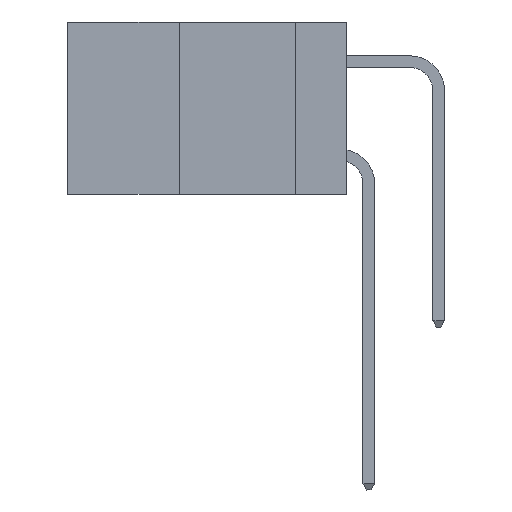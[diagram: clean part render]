
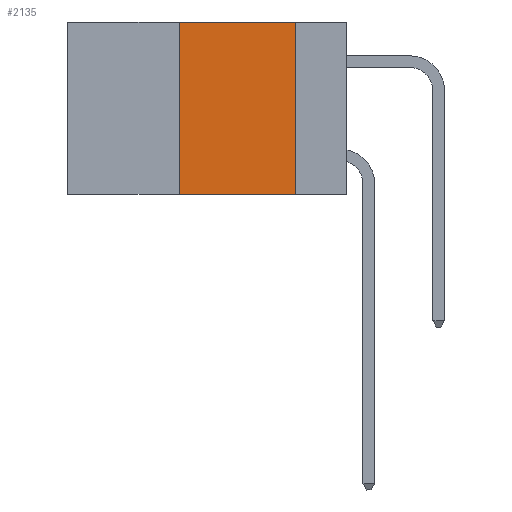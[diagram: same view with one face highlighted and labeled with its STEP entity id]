
A CAD part, left-side view. The second image highlights one B-rep face of the part: STEP entity #2135.
In plain terms, the highlighted planar face has unit normal (-1, 0, 0).
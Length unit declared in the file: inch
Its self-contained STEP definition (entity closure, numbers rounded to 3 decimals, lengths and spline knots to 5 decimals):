
#280 = VERTEX_POINT ( 'NONE', #8472 ) ;
#541 = LINE ( 'NONE', #5117, #7535 ) ;
#854 = EDGE_CURVE ( 'NONE', #1713, #7076, #3959, .T. ) ;
#1713 = VERTEX_POINT ( 'NONE', #10370 ) ;
#2135 = ADVANCED_FACE ( 'NONE', ( #3360 ), #8862, .F. ) ;
#2159 = EDGE_CURVE ( 'NONE', #1713, #280, #541, .T. ) ;
#2167 = DIRECTION ( 'NONE',  ( 1., 0., 0. ) ) ;
#2496 = VECTOR ( 'NONE', #4090, 39.37008 ) ;
#2691 = DIRECTION ( 'NONE',  ( 0., 0., -1. ) ) ;
#2760 = EDGE_CURVE ( 'NONE', #10956, #7076, #2770, .T. ) ;
#2770 = LINE ( 'NONE', #4134, #2496 ) ;
#3360 = FACE_OUTER_BOUND ( 'NONE', #9376, .T. ) ;
#3472 = EDGE_CURVE ( 'NONE', #280, #10956, #8211, .T. ) ;
#3477 = VECTOR ( 'NONE', #9440, 39.37008 ) ;
#3514 = CARTESIAN_POINT ( 'NONE',  ( 0., 0.6, 0. ) ) ;
#3916 = AXIS2_PLACEMENT_3D ( 'NONE', #3514, #2167, #2691 ) ;
#3959 = LINE ( 'NONE', #4738, #8376 ) ;
#4090 = DIRECTION ( 'NONE',  ( 0., 0., -1. ) ) ;
#4134 = CARTESIAN_POINT ( 'NONE',  ( 0., 0.11, 0. ) ) ;
#4688 = ORIENTED_EDGE ( 'NONE', *, *, #854, .T. ) ;
#4738 = CARTESIAN_POINT ( 'NONE',  ( 0., 0.6, -0.37 ) ) ;
#5117 = CARTESIAN_POINT ( 'NONE',  ( 0., 0.36, 0. ) ) ;
#6019 = CARTESIAN_POINT ( 'NONE',  ( 0., 0.11, 0. ) ) ;
#6120 = ORIENTED_EDGE ( 'NONE', *, *, #2159, .F. ) ;
#7076 = VERTEX_POINT ( 'NONE', #9579 ) ;
#7535 = VECTOR ( 'NONE', #7589, 39.37008 ) ;
#7589 = DIRECTION ( 'NONE',  ( 0., 0., 1. ) ) ;
#7903 = DIRECTION ( 'NONE',  ( 0., -1., 0. ) ) ;
#8211 = LINE ( 'NONE', #9477, #3477 ) ;
#8376 = VECTOR ( 'NONE', #7903, 39.37008 ) ;
#8472 = CARTESIAN_POINT ( 'NONE',  ( 0., 0.36, 0. ) ) ;
#8862 = PLANE ( 'NONE',  #3916 ) ;
#9376 = EDGE_LOOP ( 'NONE', ( #10699, #10281, #6120, #4688 ) ) ;
#9440 = DIRECTION ( 'NONE',  ( 0., -1., 0. ) ) ;
#9477 = CARTESIAN_POINT ( 'NONE',  ( 0., 0.6, 0. ) ) ;
#9579 = CARTESIAN_POINT ( 'NONE',  ( 0., 0.11, -0.37 ) ) ;
#10281 = ORIENTED_EDGE ( 'NONE', *, *, #3472, .F. ) ;
#10370 = CARTESIAN_POINT ( 'NONE',  ( 0., 0.36, -0.37 ) ) ;
#10699 = ORIENTED_EDGE ( 'NONE', *, *, #2760, .F. ) ;
#10956 = VERTEX_POINT ( 'NONE', #6019 ) ;
